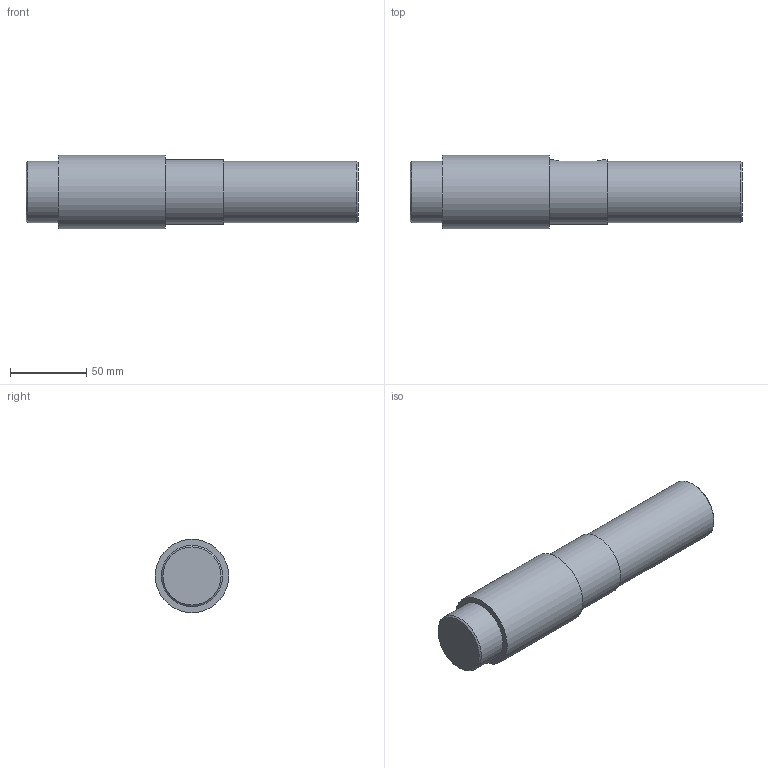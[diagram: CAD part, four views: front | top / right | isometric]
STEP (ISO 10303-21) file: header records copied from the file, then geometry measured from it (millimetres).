
FILE_DESCRIPTION(('STEP AP242'), '1');
FILE_NAME('weel_shaft', '2025-04-06T09:44:31', ('Alex'), (''), 'C3D Converter', 'C3D Toolkit', '');
FILE_SCHEMA(('AP242_MANAGED_MODEL_BASED_3D_ENGINEERING_MIM_LF { 1 0 10303 442 1 1 4 }'));
Length unit declared in the file: millimetre
Bounding box: 217.3 x 48 x 48 mm (x, y, z)
Volume: 314873.8 mm3; surface area: 33093.1 mm2
Topology: 1 solids, 1 shells, 20 faces, 36 edges, 24 vertices
Faces by surface type: plane 8, cylinder 8, torus 2, cone 2
Full cylindrical faces by diameter (mm): 40 x2, 42 x1, 48 x1
Entity records: 724 total; most frequent: CARTESIAN_POINT 297, DIRECTION 88, ORIENTED_EDGE 60, AXIS2_PLACEMENT_3D 39, EDGE_LOOP 30, EDGE_CURVE 30, VERTEX_POINT 22, ADVANCED_FACE 20
